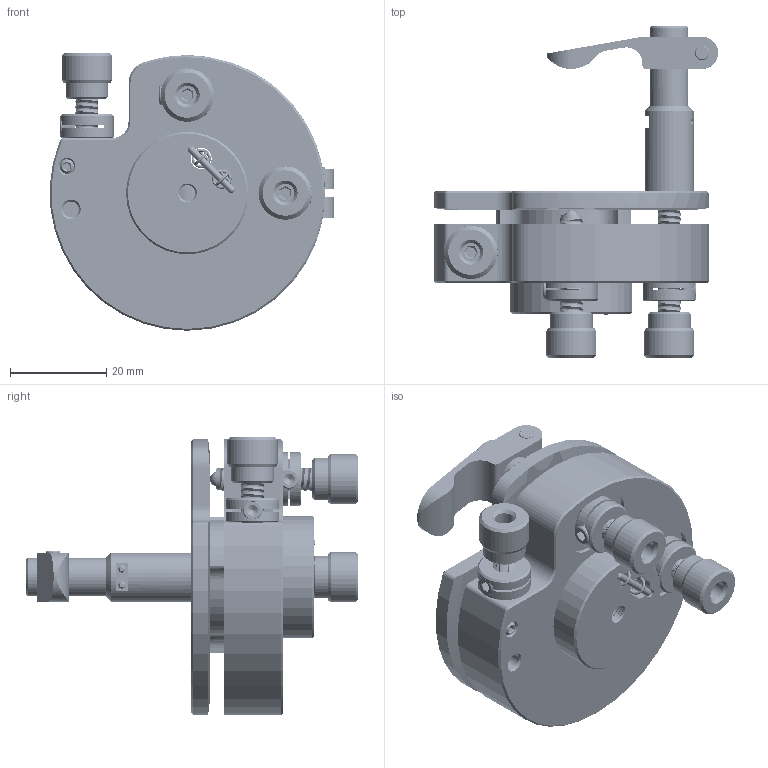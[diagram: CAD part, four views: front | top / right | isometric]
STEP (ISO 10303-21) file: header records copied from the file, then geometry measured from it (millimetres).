
FILE_DESCRIPTION((''),'2;1');
FILE_NAME('LB-XYR-C_ASM','2022-12-05T',('daizh'),(''),'CREO PARAMETRIC BY PTC INC, 2018360','CREO PARAMETRIC BY PTC INC, 2018360','');
FILE_SCHEMA(('CONFIG_CONTROL_DESIGN'));
Products named in the file (18): LB-XYR-C_A3; LB-XYR-C_A2; LB-XYR-C_A1; LB-XYR-C_A4; LB-XYR-C_A5; LB-XYR-C_A6; M5X20; M5X38; M4X3_HS; M2_5X8_HM; AXLE_1_5X8; AXLE_1_5X13; SPRING_STRETCH; SPRING_COMPRESSED; BALL_3; SPRING_COMPRESSED_5X22; M3X5_HS; LB-XYR-C_ASM
Assembly tree (29 placements, depth 2):
  LB-XYR-C_ASM
    LB-XYR-C_A3
    LB-XYR-C_A2
    LB-XYR-C_A1
    LB-XYR-C_A4
    LB-XYR-C_A5
    LB-XYR-C_A6  x3
    M5X20  x2
    M5X38
    M4X3_HS  x3
    M2_5X8_HM
    AXLE_1_5X8  x2
    AXLE_1_5X13  x2
    SPRING_STRETCH  x2
    SPRING_COMPRESSED  x2
    BALL_3  x2
    SPRING_COMPRESSED_5X22
    M3X5_HS  x3
Bounding box: 59 x 68.88 x 57.58 mm (x, y, z)
Volume: 42231.1 mm3; surface area: 34222.1 mm2
Topology: 32 solids, 32 shells, 2636 faces, 7191 edges, 4595 vertices
Faces by surface type: cylinder 1423, bspline 650, plane 311, cone 215, sphere 21, torus 16
Entity records: 147047 total; most frequent: CARTESIAN_POINT 107459, ORIENTED_EDGE 9694, DIRECTION 5742, EDGE_CURVE 4847, VERTEX_POINT 3135, B_SPLINE_CURVE_WITH_KNOTS 2572, AXIS2_PLACEMENT_3D 2054, EDGE_LOOP 1856
